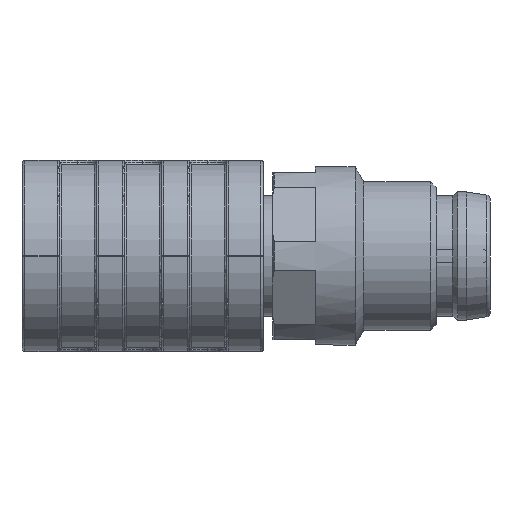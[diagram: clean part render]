
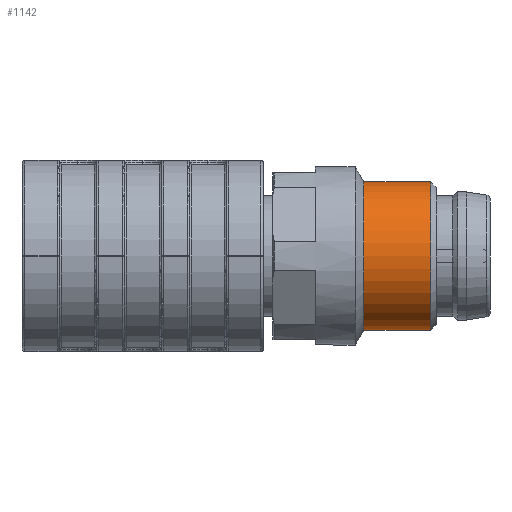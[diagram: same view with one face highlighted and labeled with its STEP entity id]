
A CAD part, front view. The second image highlights one B-rep face of the part: STEP entity #1142.
In plain terms, the highlighted cylindrical face has radius 4 mm (diameter 8 mm), a full revolution.
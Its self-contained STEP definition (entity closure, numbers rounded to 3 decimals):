
#1142=ADVANCED_FACE('',(#1326,#1327),#1264,.T.);
#1264=CYLINDRICAL_SURFACE('',#4382,4.);
#1326=FACE_BOUND('',#1599,.T.);
#1327=FACE_BOUND('',#1600,.T.);
#1599=EDGE_LOOP('',(#2611));
#1600=EDGE_LOOP('',(#2612));
#2611=ORIENTED_EDGE('',*,*,#3557,.F.);
#2612=ORIENTED_EDGE('',*,*,#3556,.T.);
#3024=VERTEX_POINT('',#7229);
#3025=VERTEX_POINT('',#7232);
#3556=EDGE_CURVE('',#3024,#3024,#3871,.T.);
#3557=EDGE_CURVE('',#3025,#3025,#3872,.T.);
#3871=CIRCLE('',#4379,4.);
#3872=CIRCLE('',#4381,4.);
#4379=AXIS2_PLACEMENT_3D('',#7228,#5605,#5606);
#4381=AXIS2_PLACEMENT_3D('',#7231,#5609,#5610);
#4382=AXIS2_PLACEMENT_3D('',#7233,#5611,#5612);
#5605=DIRECTION('',(-1.,0.,0.));
#5606=DIRECTION('',(0.,0.,1.));
#5609=DIRECTION('',(-1.,0.,0.));
#5610=DIRECTION('',(0.,0.,1.));
#5611=DIRECTION('',(-1.,0.,0.));
#5612=DIRECTION('',(0.,0.,1.));
#7228=CARTESIAN_POINT('',(122.525,-9.65,0.001));
#7229=CARTESIAN_POINT('',(122.525,-9.65,4.001));
#7231=CARTESIAN_POINT('',(118.925,-9.65,0.001));
#7232=CARTESIAN_POINT('',(118.925,-9.65,4.001));
#7233=CARTESIAN_POINT('',(112.725,-9.65,0.001));
